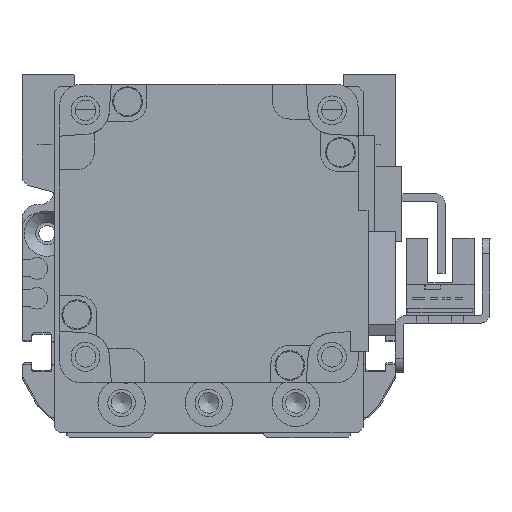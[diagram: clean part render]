
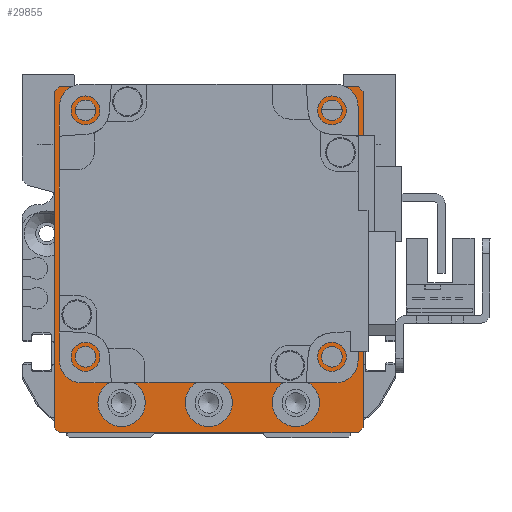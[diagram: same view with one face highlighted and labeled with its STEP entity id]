
A CAD part, left-side view. The second image highlights one B-rep face of the part: STEP entity #29855.
In plain terms, the highlighted face is planar.
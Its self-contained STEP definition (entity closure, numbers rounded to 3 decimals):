
#955=FACE_BOUND('',#5949,.T.);
#956=FACE_BOUND('',#5950,.T.);
#957=FACE_BOUND('',#5951,.T.);
#958=FACE_BOUND('',#5952,.T.);
#959=FACE_BOUND('',#5953,.T.);
#960=FACE_BOUND('',#5954,.T.);
#961=FACE_BOUND('',#5955,.T.);
#962=FACE_BOUND('',#5956,.T.);
#1712=PLANE('',#33543);
#3886=FACE_OUTER_BOUND('',#5948,.T.);
#5948=EDGE_LOOP('',(#26954,#26955,#26956,#26957,#26958,#26959,#26960,#26961));
#5949=EDGE_LOOP('',(#26962));
#5950=EDGE_LOOP('',(#26963));
#5951=EDGE_LOOP('',(#26964));
#5952=EDGE_LOOP('',(#26965));
#5953=EDGE_LOOP('',(#26966));
#5954=EDGE_LOOP('',(#26967));
#5955=EDGE_LOOP('',(#26968));
#5956=EDGE_LOOP('',(#26969));
#8272=LINE('',#51566,#10647);
#8275=LINE('',#51571,#10650);
#8277=LINE('',#51575,#10652);
#8279=LINE('',#51579,#10654);
#8281=LINE('',#51584,#10656);
#8283=LINE('',#51587,#10658);
#8284=LINE('',#51589,#10659);
#8285=LINE('',#51590,#10660);
#10647=VECTOR('',#41895,10.);
#10650=VECTOR('',#41900,10.);
#10652=VECTOR('',#41904,10.);
#10654=VECTOR('',#41908,10.);
#10656=VECTOR('',#41912,10.);
#10658=VECTOR('',#41916,10.);
#10659=VECTOR('',#41917,10.);
#10660=VECTOR('',#41918,10.);
#12581=CIRCLE('',#33544,25.);
#12582=CIRCLE('',#33545,2.067);
#12583=CIRCLE('',#33546,2.067);
#12584=CIRCLE('',#33547,2.067);
#12585=CIRCLE('',#33548,2.067);
#12586=CIRCLE('',#33549,4.75);
#12587=CIRCLE('',#33550,4.75);
#12588=CIRCLE('',#33551,4.75);
#15159=VERTEX_POINT('',#51563);
#15160=VERTEX_POINT('',#51565);
#15161=VERTEX_POINT('',#51569);
#15162=VERTEX_POINT('',#51573);
#15163=VERTEX_POINT('',#51577);
#15164=VERTEX_POINT('',#51581);
#15165=VERTEX_POINT('',#51583);
#15166=VERTEX_POINT('',#51588);
#15167=VERTEX_POINT('',#51591);
#15168=VERTEX_POINT('',#51593);
#15169=VERTEX_POINT('',#51595);
#15170=VERTEX_POINT('',#51597);
#15171=VERTEX_POINT('',#51599);
#15172=VERTEX_POINT('',#51601);
#15173=VERTEX_POINT('',#51603);
#15174=VERTEX_POINT('',#51605);
#19160=EDGE_CURVE('',#15159,#15160,#8272,.T.);
#19163=EDGE_CURVE('',#15159,#15161,#8275,.T.);
#19165=EDGE_CURVE('',#15162,#15161,#8277,.T.);
#19167=EDGE_CURVE('',#15162,#15163,#8279,.T.);
#19169=EDGE_CURVE('',#15164,#15165,#8281,.T.);
#19171=EDGE_CURVE('',#15164,#15160,#8283,.T.);
#19172=EDGE_CURVE('',#15166,#15163,#8284,.T.);
#19173=EDGE_CURVE('',#15166,#15165,#8285,.T.);
#19174=EDGE_CURVE('',#15167,#15167,#12581,.T.);
#19175=EDGE_CURVE('',#15168,#15168,#12582,.T.);
#19176=EDGE_CURVE('',#15169,#15169,#12583,.T.);
#19177=EDGE_CURVE('',#15170,#15170,#12584,.T.);
#19178=EDGE_CURVE('',#15171,#15171,#12585,.T.);
#19179=EDGE_CURVE('',#15172,#15172,#12586,.T.);
#19180=EDGE_CURVE('',#15173,#15173,#12587,.T.);
#19181=EDGE_CURVE('',#15174,#15174,#12588,.T.);
#26954=ORIENTED_EDGE('',*,*,#19169,.F.);
#26955=ORIENTED_EDGE('',*,*,#19171,.T.);
#26956=ORIENTED_EDGE('',*,*,#19160,.F.);
#26957=ORIENTED_EDGE('',*,*,#19163,.T.);
#26958=ORIENTED_EDGE('',*,*,#19165,.F.);
#26959=ORIENTED_EDGE('',*,*,#19167,.T.);
#26960=ORIENTED_EDGE('',*,*,#19172,.F.);
#26961=ORIENTED_EDGE('',*,*,#19173,.T.);
#26962=ORIENTED_EDGE('',*,*,#19174,.T.);
#26963=ORIENTED_EDGE('',*,*,#19175,.T.);
#26964=ORIENTED_EDGE('',*,*,#19176,.T.);
#26965=ORIENTED_EDGE('',*,*,#19177,.T.);
#26966=ORIENTED_EDGE('',*,*,#19178,.T.);
#26967=ORIENTED_EDGE('',*,*,#19179,.T.);
#26968=ORIENTED_EDGE('',*,*,#19180,.T.);
#26969=ORIENTED_EDGE('',*,*,#19181,.T.);
#29855=ADVANCED_FACE('',(#3886,#955,#956,#957,#958,#959,#960,#961,#962),
#1712,.T.);
#33543=AXIS2_PLACEMENT_3D('',#51586,#41914,#41915);
#33544=AXIS2_PLACEMENT_3D('',#51592,#41919,#41920);
#33545=AXIS2_PLACEMENT_3D('',#51594,#41921,#41922);
#33546=AXIS2_PLACEMENT_3D('',#51596,#41923,#41924);
#33547=AXIS2_PLACEMENT_3D('',#51598,#41925,#41926);
#33548=AXIS2_PLACEMENT_3D('',#51600,#41927,#41928);
#33549=AXIS2_PLACEMENT_3D('',#51602,#41929,#41930);
#33550=AXIS2_PLACEMENT_3D('',#51604,#41931,#41932);
#33551=AXIS2_PLACEMENT_3D('',#51606,#41933,#41934);
#41895=DIRECTION('',(-0.707,-0.707,0.));
#41900=DIRECTION('',(0.,1.,0.));
#41904=DIRECTION('',(0.707,-0.707,0.));
#41908=DIRECTION('',(-1.,0.,0.));
#41912=DIRECTION('',(-0.707,0.707,0.));
#41914=DIRECTION('center_axis',(0.,0.,1.));
#41915=DIRECTION('ref_axis',(1.,0.,0.));
#41916=DIRECTION('',(1.,0.,0.));
#41917=DIRECTION('',(0.707,0.707,0.));
#41918=DIRECTION('',(0.,-1.,0.));
#41919=DIRECTION('center_axis',(0.,0.,-1.));
#41920=DIRECTION('ref_axis',(1.,0.,0.));
#41921=DIRECTION('center_axis',(0.,0.,-1.));
#41922=DIRECTION('ref_axis',(1.,0.,0.));
#41923=DIRECTION('center_axis',(0.,0.,-1.));
#41924=DIRECTION('ref_axis',(1.,0.,0.));
#41925=DIRECTION('center_axis',(0.,0.,-1.));
#41926=DIRECTION('ref_axis',(1.,0.,0.));
#41927=DIRECTION('center_axis',(0.,0.,-1.));
#41928=DIRECTION('ref_axis',(1.,0.,0.));
#41929=DIRECTION('center_axis',(0.,0.,-1.));
#41930=DIRECTION('ref_axis',(1.,0.,0.));
#41931=DIRECTION('center_axis',(0.,0.,-1.));
#41932=DIRECTION('ref_axis',(1.,0.,0.));
#41933=DIRECTION('center_axis',(0.,0.,-1.));
#41934=DIRECTION('ref_axis',(1.,0.,0.));
#51563=CARTESIAN_POINT('',(31.,-33.75,59.));
#51565=CARTESIAN_POINT('',(30.,-34.75,59.));
#51566=CARTESIAN_POINT('',(31.438,-33.313,59.));
#51569=CARTESIAN_POINT('',(31.,33.75,59.));
#51571=CARTESIAN_POINT('',(31.,-34.75,59.));
#51573=CARTESIAN_POINT('',(30.,34.75,59.));
#51575=CARTESIAN_POINT('',(31.438,33.313,59.));
#51577=CARTESIAN_POINT('',(-30.,34.75,59.));
#51579=CARTESIAN_POINT('',(31.,34.75,59.));
#51581=CARTESIAN_POINT('',(-30.,-34.75,59.));
#51583=CARTESIAN_POINT('',(-31.,-33.75,59.));
#51584=CARTESIAN_POINT('',(-31.438,-33.313,59.));
#51586=CARTESIAN_POINT('Origin',(0.,0.,
59.));
#51587=CARTESIAN_POINT('',(-31.,-34.75,59.));
#51588=CARTESIAN_POINT('',(-31.,33.75,59.));
#51589=CARTESIAN_POINT('',(-31.438,33.313,59.));
#51590=CARTESIAN_POINT('',(-31.,34.75,59.));
#51591=CARTESIAN_POINT('',(-25.,5.25,59.));
#51592=CARTESIAN_POINT('Origin',(0.,5.25,59.));
#51593=CARTESIAN_POINT('',(22.682,-19.499,59.));
#51594=CARTESIAN_POINT('Origin',(24.749,-19.499,59.));
#51595=CARTESIAN_POINT('',(22.682,29.999,59.));
#51596=CARTESIAN_POINT('Origin',(24.749,29.999,59.));
#51597=CARTESIAN_POINT('',(-26.816,29.999,59.));
#51598=CARTESIAN_POINT('Origin',(-24.749,29.999,59.));
#51599=CARTESIAN_POINT('',(-26.816,-19.499,59.));
#51600=CARTESIAN_POINT('Origin',(-24.749,-19.499,59.));
#51601=CARTESIAN_POINT('',(12.75,-28.75,59.));
#51602=CARTESIAN_POINT('Origin',(17.5,-28.75,59.));
#51603=CARTESIAN_POINT('',(-4.75,-28.75,59.));
#51604=CARTESIAN_POINT('Origin',(0.,-28.75,59.));
#51605=CARTESIAN_POINT('',(-22.25,-28.75,59.));
#51606=CARTESIAN_POINT('Origin',(-17.5,-28.75,59.));
